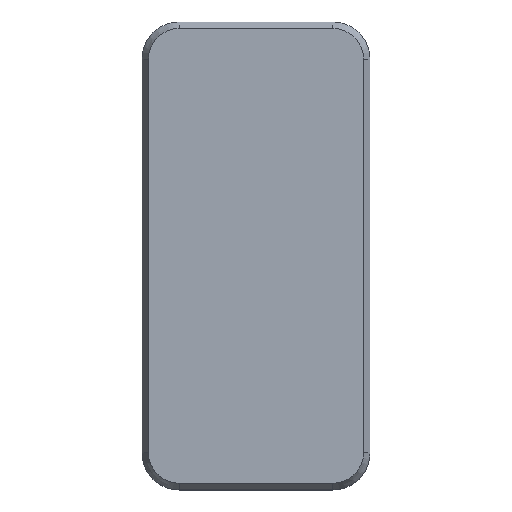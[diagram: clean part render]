
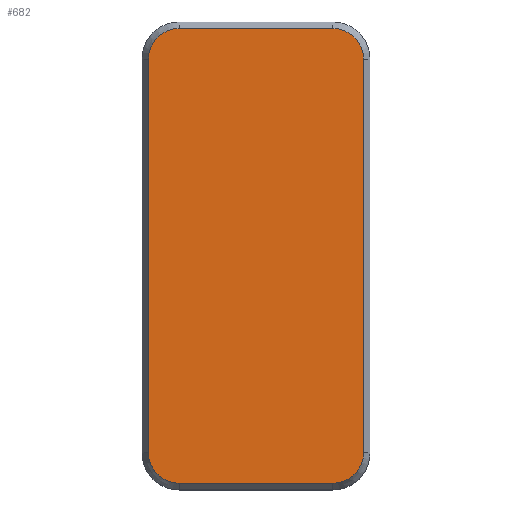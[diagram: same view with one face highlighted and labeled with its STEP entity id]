
A CAD part, top view. The second image highlights one B-rep face of the part: STEP entity #682.
In plain terms, the highlighted planar face has unit normal (0, 0, 1).
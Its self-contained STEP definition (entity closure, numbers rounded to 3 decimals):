
#132 = DIRECTION ( 'NONE',  ( 0., -1., 0. ) ) ;
#682 = ADVANCED_FACE ( 'NONE', ( #5352 ), #2835, .T. ) ;
#752 = AXIS2_PLACEMENT_3D ( 'NONE', #4860, #7319, #2168 ) ;
#887 = CARTESIAN_POINT ( 'NONE',  ( -27.682, 32.5, 15.2 ) ) ;
#1052 = DIRECTION ( 'NONE',  ( 0., -1., 0. ) ) ;
#1261 = EDGE_CURVE ( 'NONE', #8827, #1469, #5097, .T. ) ;
#1378 = CARTESIAN_POINT ( 'NONE',  ( -16.418, 57.5, 15.2 ) ) ;
#1424 = ORIENTED_EDGE ( 'NONE', *, *, #8286, .T. ) ;
#1431 = CARTESIAN_POINT ( 'NONE',  ( 11.918, 57.5, 15.2 ) ) ;
#1469 = VERTEX_POINT ( 'NONE', #9560 ) ;
#1606 = ORIENTED_EDGE ( 'NONE', *, *, #7527, .F. ) ;
#1674 = CARTESIAN_POINT ( 'NONE',  ( -47.482, -7.7, 15.2 ) ) ;
#1690 = VECTOR ( 'NONE', #1052, 1000. ) ;
#1747 = VECTOR ( 'NONE', #9814, 1000. ) ;
#2131 = LINE ( 'NONE', #10644, #1690 ) ;
#2168 = DIRECTION ( 'NONE',  ( 1., 0., 0. ) ) ;
#2670 = VERTEX_POINT ( 'NONE', #10364 ) ;
#2835 = PLANE ( 'NONE',  #9190 ) ;
#3018 = DIRECTION ( 'NONE',  ( -1., 0., 0. ) ) ;
#3183 = CARTESIAN_POINT ( 'NONE',  ( -47.482, 62.2, 15.2 ) ) ;
#3238 = VECTOR ( 'NONE', #3018, 1000. ) ;
#3456 = CARTESIAN_POINT ( 'NONE',  ( 11.918, 62.2, 15.2 ) ) ;
#3621 = ORIENTED_EDGE ( 'NONE', *, *, #10476, .T. ) ;
#3723 = CARTESIAN_POINT ( 'NONE',  ( -16.418, -3., 15.2 ) ) ;
#3754 = VERTEX_POINT ( 'NONE', #1378 ) ;
#3870 = VERTEX_POINT ( 'NONE', #3456 ) ;
#3875 = LINE ( 'NONE', #3183, #3238 ) ;
#3937 = EDGE_CURVE ( 'NONE', #11259, #1469, #9534, .T. ) ;
#3940 = VECTOR ( 'NONE', #9645, 1000. ) ;
#4042 = DIRECTION ( 'NONE',  ( -1., 0., 0. ) ) ;
#4077 = DIRECTION ( 'NONE',  ( 0., 0., -1. ) ) ;
#4567 = CARTESIAN_POINT ( 'NONE',  ( 16.618, 57.5, 15.2 ) ) ;
#4768 = CARTESIAN_POINT ( 'NONE',  ( -11.718, 57.5, 15.2 ) ) ;
#4860 = CARTESIAN_POINT ( 'NONE',  ( 11.918, -3., 15.2 ) ) ;
#4934 = DIRECTION ( 'NONE',  ( 0., 0., 1. ) ) ;
#5097 = CIRCLE ( 'NONE', #7657, 4.7 ) ;
#5352 = FACE_OUTER_BOUND ( 'NONE', #9878, .T. ) ;
#5810 = DIRECTION ( 'NONE',  ( 0., 0., 1. ) ) ;
#6076 = LINE ( 'NONE', #10505, #3940 ) ;
#6177 = ORIENTED_EDGE ( 'NONE', *, *, #1261, .T. ) ;
#6425 = CIRCLE ( 'NONE', #752, 4.7 ) ;
#6430 = CIRCLE ( 'NONE', #9178, 4.7 ) ;
#6606 = CARTESIAN_POINT ( 'NONE',  ( -11.718, -3., 15.2 ) ) ;
#6729 = EDGE_CURVE ( 'NONE', #7507, #11259, #6425, .T. ) ;
#7097 = ORIENTED_EDGE ( 'NONE', *, *, #9596, .T. ) ;
#7176 = DIRECTION ( 'NONE',  ( 0., 0., 1. ) ) ;
#7319 = DIRECTION ( 'NONE',  ( 0., 0., -1. ) ) ;
#7355 = EDGE_CURVE ( 'NONE', #9931, #7507, #2131, .T. ) ;
#7450 = CARTESIAN_POINT ( 'NONE',  ( 16.618, -3., 15.2 ) ) ;
#7472 = CARTESIAN_POINT ( 'NONE',  ( 11.918, -7.7, 15.2 ) ) ;
#7507 = VERTEX_POINT ( 'NONE', #7450 ) ;
#7527 = EDGE_CURVE ( 'NONE', #3754, #2670, #6430, .T. ) ;
#7543 = ORIENTED_EDGE ( 'NONE', *, *, #3937, .F. ) ;
#7657 = AXIS2_PLACEMENT_3D ( 'NONE', #6606, #5810, #4042 ) ;
#7815 = AXIS2_PLACEMENT_3D ( 'NONE', #1431, #4934, #10045 ) ;
#7998 = CIRCLE ( 'NONE', #7815, 4.7 ) ;
#8286 = EDGE_CURVE ( 'NONE', #3870, #2670, #3875, .T. ) ;
#8827 = VERTEX_POINT ( 'NONE', #3723 ) ;
#9178 = AXIS2_PLACEMENT_3D ( 'NONE', #4768, #4077, #10973 ) ;
#9190 = AXIS2_PLACEMENT_3D ( 'NONE', #887, #7176, #132 ) ;
#9534 = LINE ( 'NONE', #1674, #1747 ) ;
#9560 = CARTESIAN_POINT ( 'NONE',  ( -11.718, -7.7, 15.2 ) ) ;
#9596 = EDGE_CURVE ( 'NONE', #3754, #8827, #6076, .T. ) ;
#9645 = DIRECTION ( 'NONE',  ( 0., -1., 0. ) ) ;
#9814 = DIRECTION ( 'NONE',  ( -1., 0., 0. ) ) ;
#9878 = EDGE_LOOP ( 'NONE', ( #7543, #10610, #10112, #3621, #1424, #1606, #7097, #6177 ) ) ;
#9931 = VERTEX_POINT ( 'NONE', #4567 ) ;
#10045 = DIRECTION ( 'NONE',  ( 1., 0., 0. ) ) ;
#10112 = ORIENTED_EDGE ( 'NONE', *, *, #7355, .F. ) ;
#10364 = CARTESIAN_POINT ( 'NONE',  ( -11.718, 62.2, 15.2 ) ) ;
#10476 = EDGE_CURVE ( 'NONE', #9931, #3870, #7998, .T. ) ;
#10505 = CARTESIAN_POINT ( 'NONE',  ( -16.418, 47.073, 15.2 ) ) ;
#10610 = ORIENTED_EDGE ( 'NONE', *, *, #6729, .F. ) ;
#10644 = CARTESIAN_POINT ( 'NONE',  ( 16.618, 47.073, 15.2 ) ) ;
#10973 = DIRECTION ( 'NONE',  ( -1., 0., 0. ) ) ;
#11259 = VERTEX_POINT ( 'NONE', #7472 ) ;
